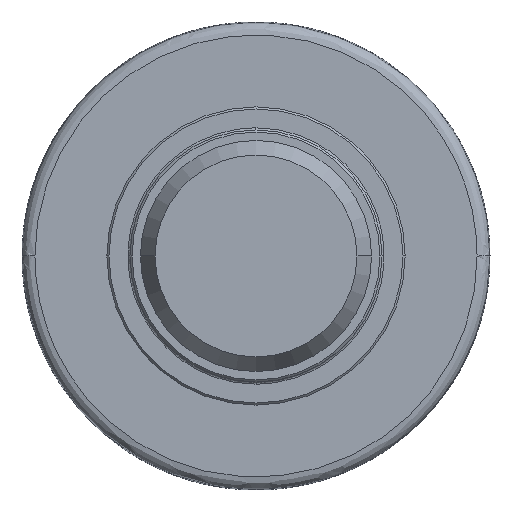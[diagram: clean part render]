
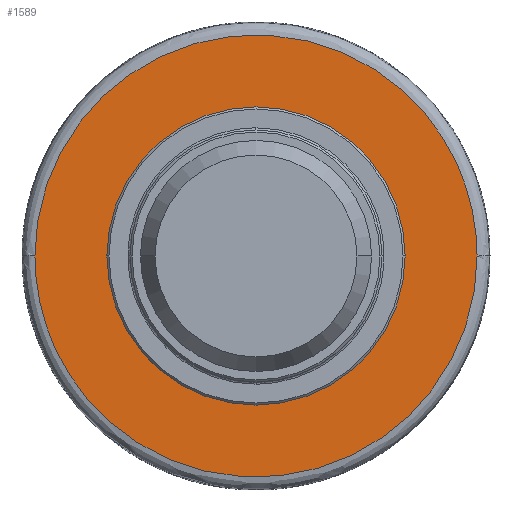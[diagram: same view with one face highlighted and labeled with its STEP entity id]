
A CAD part, left-side view. The second image highlights one B-rep face of the part: STEP entity #1589.
In plain terms, the highlighted planar face has unit normal (-1, 0, 0).
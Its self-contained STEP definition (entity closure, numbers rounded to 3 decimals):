
#47 = EDGE_CURVE ( 'NONE', #586, #582, #1526, .T. ) ;
#75 = EDGE_CURVE ( 'NONE', #529, #519, #451, .T. ) ;
#154 = EDGE_CURVE ( 'NONE', #519, #529, #1686, .T. ) ;
#155 = EDGE_CURVE ( 'NONE', #582, #586, #1530, .T. ) ;
#243 = EDGE_LOOP ( 'NONE', ( #346, #347 ) ) ;
#261 = EDGE_LOOP ( 'NONE', ( #344, #345 ) ) ;
#344 = ORIENTED_EDGE ( 'NONE', *, *, #75, .T. ) ;
#345 = ORIENTED_EDGE ( 'NONE', *, *, #154, .T. ) ;
#346 = ORIENTED_EDGE ( 'NONE', *, *, #155, .F. ) ;
#347 = ORIENTED_EDGE ( 'NONE', *, *, #47, .F. ) ;
#451 = CIRCLE ( 'NONE', #487, 35.25 ) ;
#487 = AXIS2_PLACEMENT_3D ( 'NONE', #778, #779, #780 ) ;
#519 = VERTEX_POINT ( 'NONE', #1258 ) ;
#522 = CARTESIAN_POINT ( 'NONE',  ( 33.9, 52.622, 0. ) ) ;
#529 = VERTEX_POINT ( 'NONE', #1265 ) ;
#582 = VERTEX_POINT ( 'NONE', #1318 ) ;
#586 = VERTEX_POINT ( 'NONE', #1322 ) ;
#590 = CARTESIAN_POINT ( 'NONE',  ( 33.9, 52.622, 105.243 ) ) ;
#592 = CARTESIAN_POINT ( 'NONE',  ( 33.9, -52.622, 105.243 ) ) ;
#593 = CARTESIAN_POINT ( 'NONE',  ( 33.9, -52.622, 0. ) ) ;
#778 = CARTESIAN_POINT ( 'NONE',  ( 33.9, 0., 0. ) ) ;
#779 = DIRECTION ( 'NONE',  ( 1., 0., 0. ) ) ;
#780 = DIRECTION ( 'NONE',  ( 0., 0., -1. ) ) ;
#1140 = CARTESIAN_POINT ( 'NONE',  ( 33.9, 0., 0. ) ) ;
#1172 = CARTESIAN_POINT ( 'NONE',  ( 33.9, -52.622, 0. ) ) ;
#1173 = DIRECTION ( 'NONE',  ( 1., 0., 0. ) ) ;
#1174 = DIRECTION ( 'NONE',  ( 0., 0., -1. ) ) ;
#1177 = CARTESIAN_POINT ( 'NONE',  ( 33.9, -52.622, -105.243 ) ) ;
#1178 = CARTESIAN_POINT ( 'NONE',  ( 33.9, 52.622, -105.243 ) ) ;
#1179 = CARTESIAN_POINT ( 'NONE',  ( 33.9, 52.622, 0. ) ) ;
#1258 = CARTESIAN_POINT ( 'NONE',  ( 33.9, 0., 35.25 ) ) ;
#1265 = CARTESIAN_POINT ( 'NONE',  ( 33.9, 0., -35.25 ) ) ;
#1318 = CARTESIAN_POINT ( 'NONE',  ( 33.9, -52.622, 0. ) ) ;
#1322 = CARTESIAN_POINT ( 'NONE',  ( 33.9, 52.622, 0. ) ) ;
#1526 =( BOUNDED_CURVE ( )  B_SPLINE_CURVE ( 3, ( #522, #590, #592, #593 ),
 .UNSPECIFIED., .F., .T. ) 
 B_SPLINE_CURVE_WITH_KNOTS ( ( 4, 4 ),
 ( 0.25, 0.75 ),
 .UNSPECIFIED. ) 
 CURVE ( )  GEOMETRIC_REPRESENTATION_ITEM ( )  RATIONAL_B_SPLINE_CURVE ( ( 1., 0.333, 0.333, 1. ) ) 
 REPRESENTATION_ITEM ( '' )  );
#1530 =( BOUNDED_CURVE ( )  B_SPLINE_CURVE ( 3, ( #1172, #1177, #1178, #1179 ),
 .UNSPECIFIED., .F., .T. ) 
 B_SPLINE_CURVE_WITH_KNOTS ( ( 4, 4 ),
 ( 0.75, 1.25 ),
 .UNSPECIFIED. ) 
 CURVE ( )  GEOMETRIC_REPRESENTATION_ITEM ( )  RATIONAL_B_SPLINE_CURVE ( ( 1., 0.333, 0.333, 1. ) ) 
 REPRESENTATION_ITEM ( '' )  );
#1589 = ADVANCED_FACE ( 'NONE', ( #1827, #1817 ), #2109, .T. ) ;
#1686 = CIRCLE ( 'NONE', #1856, 35.25 ) ;
#1817 = FACE_OUTER_BOUND ( 'NONE', #243, .T. ) ;
#1827 = FACE_BOUND ( 'NONE', #261, .T. ) ;
#1856 = AXIS2_PLACEMENT_3D ( 'NONE', #1140, #1173, #1174 ) ;
#1937 = AXIS2_PLACEMENT_3D ( 'NONE', #2103, #2110, #2111 ) ;
#2103 = CARTESIAN_POINT ( 'NONE',  ( 33.9, 0., -47.54 ) ) ;
#2109 = PLANE ( 'NONE',  #1937 ) ;
#2110 = DIRECTION ( 'NONE',  ( -1., 0., 0. ) ) ;
#2111 = DIRECTION ( 'NONE',  ( 0., 0., 1. ) ) ;
